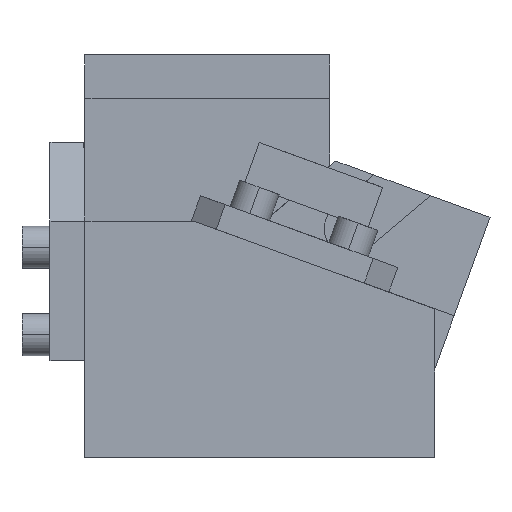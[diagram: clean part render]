
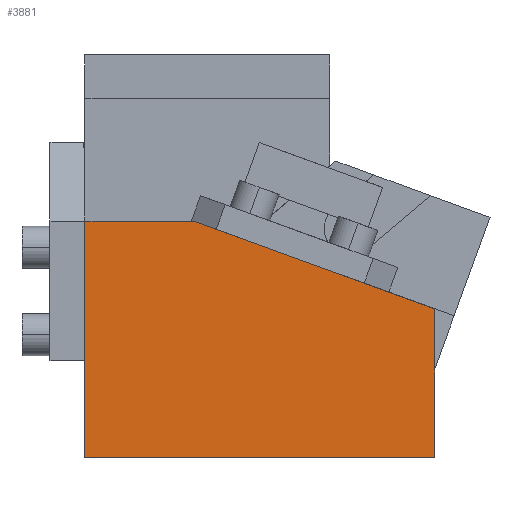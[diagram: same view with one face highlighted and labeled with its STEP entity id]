
A CAD part, front view. The second image highlights one B-rep face of the part: STEP entity #3881.
In plain terms, the highlighted planar face has unit normal (0, -1, 0).
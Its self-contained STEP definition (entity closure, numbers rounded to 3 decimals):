
#260=CARTESIAN_POINT('Line Origine',(131.001,0.,109.887)) ;
#264=CARTESIAN_POINT('Vertex',(62.003,0.,135.)) ;
#266=CARTESIAN_POINT('Vertex',(200.,0.,84.773)) ;
#652=CARTESIAN_POINT('Vertex',(0.,0.,0.)) ;
#656=CARTESIAN_POINT('Control Point',(0.,0.,135.)) ;
#657=CARTESIAN_POINT('Control Point',(0.,0.,108.)) ;
#658=CARTESIAN_POINT('Control Point',(0.,0.,81.)) ;
#659=CARTESIAN_POINT('Control Point',(0.,0.,54.)) ;
#660=CARTESIAN_POINT('Control Point',(0.,0.,27.)) ;
#661=CARTESIAN_POINT('Control Point',(0.,0.,0.)) ;
#662=CARTESIAN_POINT('Vertex',(0.,0.,135.)) ;
#3064=CARTESIAN_POINT('Control Point',(0.,0.,135.)) ;
#3065=CARTESIAN_POINT('Control Point',(12.401,0.,135.)) ;
#3066=CARTESIAN_POINT('Control Point',(24.801,0.,135.)) ;
#3067=CARTESIAN_POINT('Control Point',(37.202,0.,135.)) ;
#3068=CARTESIAN_POINT('Control Point',(49.602,0.,135.)) ;
#3069=CARTESIAN_POINT('Control Point',(62.003,0.,135.)) ;
#3857=CARTESIAN_POINT('Axis2P3D Location',(0.,0.,0.)) ;
#3862=CARTESIAN_POINT('Line Origine',(100.,0.,0.)) ;
#3866=CARTESIAN_POINT('Vertex',(200.,0.,0.)) ;
#3869=CARTESIAN_POINT('Line Origine',(200.,0.,42.387)) ;
#261=DIRECTION('Vector Direction',(0.94,0.,-0.342)) ;
#3858=DIRECTION('Axis2P3D Direction',(0.,-1.,0.)) ;
#3859=DIRECTION('Axis2P3D XDirection',(1.,0.,0.)) ;
#3863=DIRECTION('Vector Direction',(-1.,0.,0.)) ;
#3870=DIRECTION('Vector Direction',(0.,0.,1.)) ;
#3860=AXIS2_PLACEMENT_3D('Plane Axis2P3D',#3857,#3858,#3859) ;
#3875=ORIENTED_EDGE('',*,*,#3070,.F.) ;
#3876=ORIENTED_EDGE('',*,*,#664,.T.) ;
#3877=ORIENTED_EDGE('',*,*,#3868,.F.) ;
#3878=ORIENTED_EDGE('',*,*,#3873,.T.) ;
#3879=ORIENTED_EDGE('',*,*,#268,.F.) ;
#262=VECTOR('Line Direction',#261,1.) ;
#3864=VECTOR('Line Direction',#3863,1.) ;
#3871=VECTOR('Line Direction',#3870,1.) ;
#3881=ADVANCED_FACE('CAM HOLDER',(#3880),#3861,.T.) ;
#655=B_SPLINE_CURVE_WITH_KNOTS('',5,(#656,#657,#658,#659,#660,#661),.UNSPECIFIED.,.F.,.U.,(6,6),(0.,135.),.UNSPECIFIED.) ;
#3063=B_SPLINE_CURVE_WITH_KNOTS('',5,(#3064,#3065,#3066,#3067,#3068,#3069),.UNSPECIFIED.,.F.,.U.,(6,6),(0.,62.003),.UNSPECIFIED.) ;
#268=EDGE_CURVE('',#265,#267,#263,.T.) ;
#664=EDGE_CURVE('',#663,#653,#655,.T.) ;
#3070=EDGE_CURVE('',#663,#265,#3063,.T.) ;
#3868=EDGE_CURVE('',#3867,#653,#3865,.T.) ;
#3873=EDGE_CURVE('',#3867,#267,#3872,.T.) ;
#3874=EDGE_LOOP('',(#3875,#3876,#3877,#3878,#3879)) ;
#3880=FACE_OUTER_BOUND('',#3874,.T.) ;
#263=LINE('Line',#260,#262) ;
#3865=LINE('Line',#3862,#3864) ;
#3872=LINE('Line',#3869,#3871) ;
#3861=PLANE('Plane',#3860) ;
#265=VERTEX_POINT('',#264) ;
#267=VERTEX_POINT('',#266) ;
#653=VERTEX_POINT('',#652) ;
#663=VERTEX_POINT('',#662) ;
#3867=VERTEX_POINT('',#3866) ;
